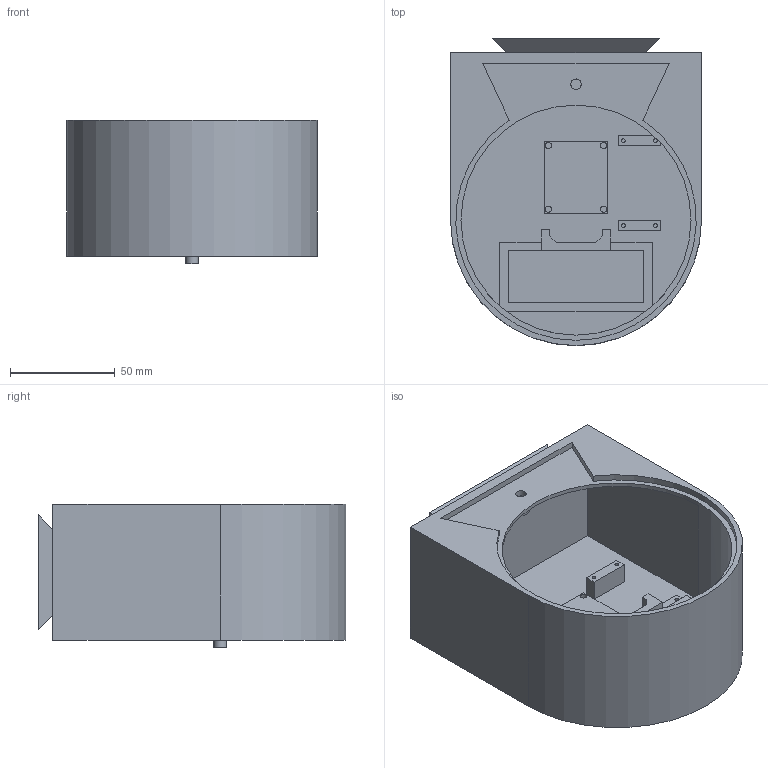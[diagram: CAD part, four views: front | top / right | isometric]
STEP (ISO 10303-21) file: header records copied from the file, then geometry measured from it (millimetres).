
FILE_DESCRIPTION(/* description */ ('STEP AP242','CAx-IF Rec.Pracs.---Representation and Presentation of Product Manufacturing Information (PMI)---4.0---2014-10-13','CAx-IF Rec.Pracs.---3D Tessellated Geometry---0.4---2014-09-14','2;1'),/* implementation_level */ '2;1');
FILE_NAME(/* name */ '6714d47a8a59e63267f56337',/* time_stamp */ '2024-10-20T09:59:23Z',/* author */ (''),/* organization */ (''),/* preprocessor_version */ 'ST-DEVELOPER v20',/* originating_system */ ' ',/* authorisation */ ' ');
FILE_SCHEMA (('AP242_MANAGED_MODEL_BASED_3D_ENGINEERING_MIM_LF { 1 0 10303 442 1 1 4 }'));
Length unit declared in the file: metre
Products named in the file (1): Part 1
Bounding box: 120 x 147 x 68.5 mm (x, y, z)
Volume: 269147.7 mm3; surface area: 107728 mm2
Topology: 1 solids, 1 shells, 81 faces, 186 edges, 124 vertices
Faces by surface type: plane 67, cylinder 14
Full cylindrical faces by diameter (mm): 1.8 x4, 3 x4, 5 x1, 6 x1, 8 x1, 110 x1
Entity records: 2226 total; most frequent: CARTESIAN_POINT 378, DIRECTION 370, ORIENTED_EDGE 346, EDGE_CURVE 173, LINE 140, VECTOR 140, VERTEX_POINT 123, AXIS2_PLACEMENT_3D 115
